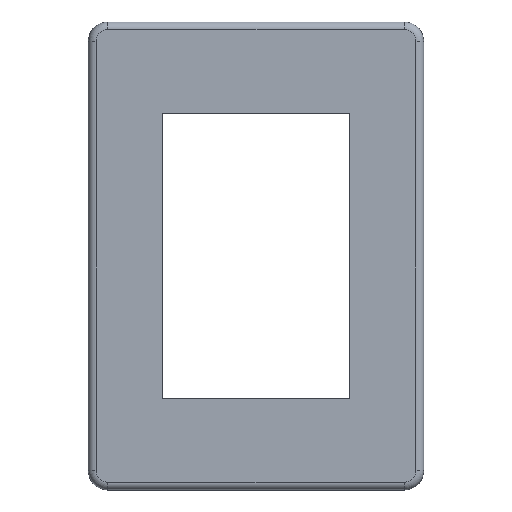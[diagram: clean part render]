
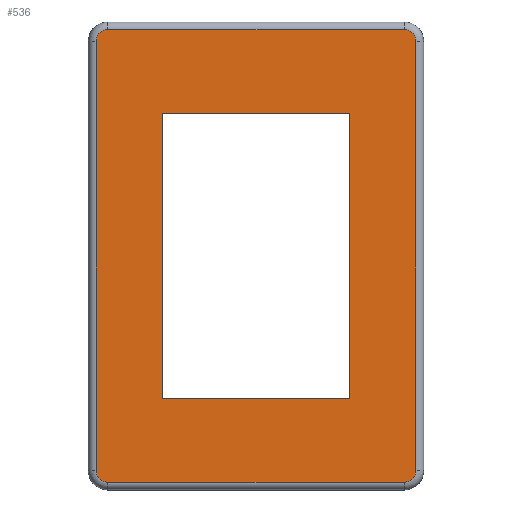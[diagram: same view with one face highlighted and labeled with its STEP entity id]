
A CAD part, top view. The second image highlights one B-rep face of the part: STEP entity #536.
In plain terms, the highlighted planar face has unit normal (0, 0, 1).
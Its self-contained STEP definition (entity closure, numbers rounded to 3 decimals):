
#8 = VERTEX_POINT ( 'NONE', #1218 ) ;
#17 = EDGE_CURVE ( 'NONE', #1176, #523, #65, .T. ) ;
#19 = LINE ( 'NONE', #1001, #746 ) ;
#44 = VERTEX_POINT ( 'NONE', #782 ) ;
#45 = VECTOR ( 'NONE', #1179, 1000. ) ;
#59 = AXIS2_PLACEMENT_3D ( 'NONE', #153, #823, #539 ) ;
#61 = CARTESIAN_POINT ( 'NONE',  ( 41., -55., 25. ) ) ;
#65 = LINE ( 'NONE', #1034, #477 ) ;
#86 = VERTEX_POINT ( 'NONE', #955 ) ;
#104 = ORIENTED_EDGE ( 'NONE', *, *, #1032, .F. ) ;
#122 = DIRECTION ( 'NONE',  ( 0., 0., -1. ) ) ;
#127 = ORIENTED_EDGE ( 'NONE', *, *, #366, .T. ) ;
#136 = VECTOR ( 'NONE', #809, 1000. ) ;
#151 = CIRCLE ( 'NONE', #59, 3. ) ;
#153 = CARTESIAN_POINT ( 'NONE',  ( 38., 55., 25. ) ) ;
#168 = LINE ( 'NONE', #1117, #189 ) ;
#183 = VECTOR ( 'NONE', #814, 1000. ) ;
#189 = VECTOR ( 'NONE', #1026, 1000. ) ;
#199 = ORIENTED_EDGE ( 'NONE', *, *, #721, .F. ) ;
#201 = DIRECTION ( 'NONE',  ( 0., 0., -1. ) ) ;
#202 = ORIENTED_EDGE ( 'NONE', *, *, #979, .F. ) ;
#209 = ORIENTED_EDGE ( 'NONE', *, *, #313, .T. ) ;
#214 = VECTOR ( 'NONE', #608, 1000. ) ;
#215 = LINE ( 'NONE', #1059, #690 ) ;
#218 = CARTESIAN_POINT ( 'NONE',  ( -24., 36.5, 25. ) ) ;
#228 = CARTESIAN_POINT ( 'NONE',  ( 38., -55., 25. ) ) ;
#242 = VERTEX_POINT ( 'NONE', #1190 ) ;
#246 = ORIENTED_EDGE ( 'NONE', *, *, #17, .F. ) ;
#294 = EDGE_CURVE ( 'NONE', #8, #455, #1023, .T. ) ;
#304 = CARTESIAN_POINT ( 'NONE',  ( 24., -36.5, 25. ) ) ;
#309 = DIRECTION ( 'NONE',  ( -1., 0., 0. ) ) ;
#313 = EDGE_CURVE ( 'NONE', #1212, #455, #1206, .T. ) ;
#316 = LINE ( 'NONE', #414, #214 ) ;
#321 = DIRECTION ( 'NONE',  ( 0., -1., 0. ) ) ;
#325 = FACE_OUTER_BOUND ( 'NONE', #1222, .T. ) ;
#327 = CARTESIAN_POINT ( 'NONE',  ( 41., 0., 25. ) ) ;
#333 = DIRECTION ( 'NONE',  ( 0., 0., -1. ) ) ;
#335 = CIRCLE ( 'NONE', #1229, 3. ) ;
#365 = LINE ( 'NONE', #803, #45 ) ;
#366 = EDGE_CURVE ( 'NONE', #1175, #433, #365, .T. ) ;
#367 = ORIENTED_EDGE ( 'NONE', *, *, #294, .F. ) ;
#400 = ORIENTED_EDGE ( 'NONE', *, *, #1213, .F. ) ;
#414 = CARTESIAN_POINT ( 'NONE',  ( -24., 36.5, 25. ) ) ;
#426 = CARTESIAN_POINT ( 'NONE',  ( -41., 0., 25. ) ) ;
#433 = VERTEX_POINT ( 'NONE', #859 ) ;
#455 = VERTEX_POINT ( 'NONE', #944 ) ;
#477 = VECTOR ( 'NONE', #665, 1000. ) ;
#493 = ORIENTED_EDGE ( 'NONE', *, *, #1013, .T. ) ;
#523 = VERTEX_POINT ( 'NONE', #304 ) ;
#528 = CARTESIAN_POINT ( 'NONE',  ( -38., -55., 25. ) ) ;
#536 = ADVANCED_FACE ( 'NONE', ( #986, #325 ), #786, .F. ) ;
#539 = DIRECTION ( 'NONE',  ( -1., 0., 0. ) ) ;
#582 = AXIS2_PLACEMENT_3D ( 'NONE', #528, #613, #921 ) ;
#595 = DIRECTION ( 'NONE',  ( 1., 0., 0. ) ) ;
#608 = DIRECTION ( 'NONE',  ( -1., 0., 0. ) ) ;
#613 = DIRECTION ( 'NONE',  ( 0., 0., -1. ) ) ;
#665 = DIRECTION ( 'NONE',  ( 1., 0., 0. ) ) ;
#672 = VERTEX_POINT ( 'NONE', #61 ) ;
#687 = CARTESIAN_POINT ( 'NONE',  ( -41., 55., 25. ) ) ;
#690 = VECTOR ( 'NONE', #595, 1000. ) ;
#713 = EDGE_CURVE ( 'NONE', #523, #242, #168, .T. ) ;
#721 = EDGE_CURVE ( 'NONE', #1175, #44, #151, .T. ) ;
#746 = VECTOR ( 'NONE', #321, 1000. ) ;
#759 = ORIENTED_EDGE ( 'NONE', *, *, #1174, .T. ) ;
#767 = CARTESIAN_POINT ( 'NONE',  ( -24., -36.5, 25. ) ) ;
#782 = CARTESIAN_POINT ( 'NONE',  ( 41., 55., 25. ) ) ;
#786 = PLANE ( 'NONE',  #865 ) ;
#803 = CARTESIAN_POINT ( 'NONE',  ( 0., 58., 25. ) ) ;
#806 = CARTESIAN_POINT ( 'NONE',  ( 0., 0., 25. ) ) ;
#809 = DIRECTION ( 'NONE',  ( 0., -1., 0. ) ) ;
#814 = DIRECTION ( 'NONE',  ( 0., 1., 0. ) ) ;
#823 = DIRECTION ( 'NONE',  ( 0., 0., -1. ) ) ;
#859 = CARTESIAN_POINT ( 'NONE',  ( -38., 58., 25. ) ) ;
#865 = AXIS2_PLACEMENT_3D ( 'NONE', #806, #333, #309 ) ;
#886 = CARTESIAN_POINT ( 'NONE',  ( 38., 58., 25. ) ) ;
#919 = EDGE_CURVE ( 'NONE', #242, #959, #316, .T. ) ;
#921 = DIRECTION ( 'NONE',  ( -1., 0., 0. ) ) ;
#944 = CARTESIAN_POINT ( 'NONE',  ( -41., -55., 25. ) ) ;
#955 = CARTESIAN_POINT ( 'NONE',  ( 38., -58., 25. ) ) ;
#958 = LINE ( 'NONE', #327, #183 ) ;
#959 = VERTEX_POINT ( 'NONE', #218 ) ;
#961 = DIRECTION ( 'NONE',  ( -1., 0., 0. ) ) ;
#979 = EDGE_CURVE ( 'NONE', #959, #1176, #19, .T. ) ;
#986 = FACE_BOUND ( 'NONE', #1230, .T. ) ;
#1001 = CARTESIAN_POINT ( 'NONE',  ( -24., -36.5, 25. ) ) ;
#1013 = EDGE_CURVE ( 'NONE', #672, #44, #958, .T. ) ;
#1023 = CIRCLE ( 'NONE', #582, 3. ) ;
#1026 = DIRECTION ( 'NONE',  ( 0., 1., 0. ) ) ;
#1032 = EDGE_CURVE ( 'NONE', #672, #86, #1084, .T. ) ;
#1034 = CARTESIAN_POINT ( 'NONE',  ( -24., -36.5, 25. ) ) ;
#1059 = CARTESIAN_POINT ( 'NONE',  ( 0., -58., 25. ) ) ;
#1064 = CARTESIAN_POINT ( 'NONE',  ( -38., 55., 25. ) ) ;
#1084 = CIRCLE ( 'NONE', #1205, 3. ) ;
#1087 = DIRECTION ( 'NONE',  ( -1., 0., 0. ) ) ;
#1110 = ORIENTED_EDGE ( 'NONE', *, *, #919, .F. ) ;
#1117 = CARTESIAN_POINT ( 'NONE',  ( 24., -36.5, 25. ) ) ;
#1174 = EDGE_CURVE ( 'NONE', #8, #86, #215, .T. ) ;
#1175 = VERTEX_POINT ( 'NONE', #886 ) ;
#1176 = VERTEX_POINT ( 'NONE', #767 ) ;
#1179 = DIRECTION ( 'NONE',  ( -1., 0., 0. ) ) ;
#1186 = ORIENTED_EDGE ( 'NONE', *, *, #713, .F. ) ;
#1190 = CARTESIAN_POINT ( 'NONE',  ( 24., 36.5, 25. ) ) ;
#1205 = AXIS2_PLACEMENT_3D ( 'NONE', #228, #122, #1087 ) ;
#1206 = LINE ( 'NONE', #426, #136 ) ;
#1212 = VERTEX_POINT ( 'NONE', #687 ) ;
#1213 = EDGE_CURVE ( 'NONE', #1212, #433, #335, .T. ) ;
#1218 = CARTESIAN_POINT ( 'NONE',  ( -38., -58., 25. ) ) ;
#1222 = EDGE_LOOP ( 'NONE', ( #199, #127, #400, #209, #367, #759, #104, #493 ) ) ;
#1229 = AXIS2_PLACEMENT_3D ( 'NONE', #1064, #201, #961 ) ;
#1230 = EDGE_LOOP ( 'NONE', ( #1110, #1186, #246, #202 ) ) ;
